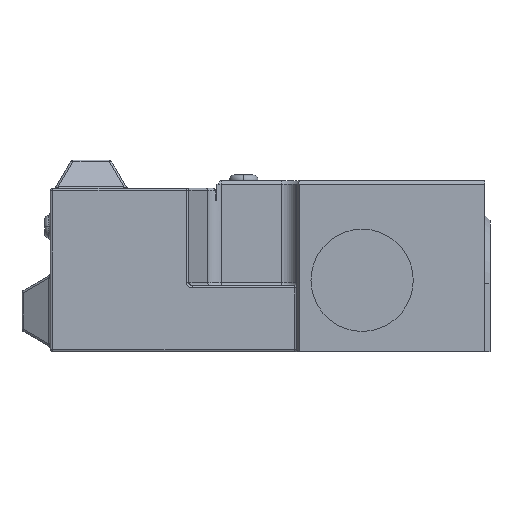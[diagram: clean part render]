
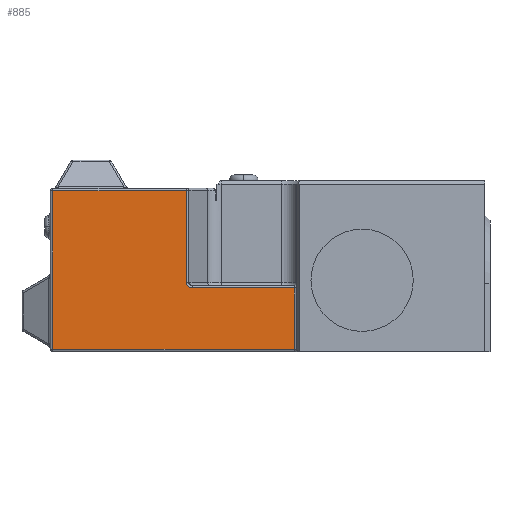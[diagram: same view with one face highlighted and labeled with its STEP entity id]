
A CAD part, left-side view. The second image highlights one B-rep face of the part: STEP entity #885.
In plain terms, the highlighted planar face has unit normal (-1, 0, 0).
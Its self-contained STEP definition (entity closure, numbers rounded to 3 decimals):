
#745 = VERTEX_POINT ( 'NONE', #6971 ) ;
#885 = ADVANCED_FACE ( 'NONE', ( #4899 ), #5274, .F. ) ;
#943 = CARTESIAN_POINT ( 'NONE',  ( -26., 22.112, 12.5 ) ) ;
#1218 = ORIENTED_EDGE ( 'NONE', *, *, #8688, .F. ) ;
#1536 = CARTESIAN_POINT ( 'NONE',  ( -26., 22.25, 12.5 ) ) ;
#1667 = VECTOR ( 'NONE', #4108, 1000. ) ;
#2022 = VECTOR ( 'NONE', #9947, 1000. ) ;
#2869 = VERTEX_POINT ( 'NONE', #7612 ) ;
#2975 = CARTESIAN_POINT ( 'NONE',  ( -26., 48.75, 0.5 ) ) ;
#3099 = CARTESIAN_POINT ( 'NONE',  ( -26., 1., 0.5 ) ) ;
#3105 = EDGE_CURVE ( 'NONE', #5184, #7550, #9758, .T. ) ;
#3370 = DIRECTION ( 'NONE',  ( 1., 0., 0. ) ) ;
#3442 = ORIENTED_EDGE ( 'NONE', *, *, #3105, .T. ) ;
#3673 = ORIENTED_EDGE ( 'NONE', *, *, #11702, .T. ) ;
#4078 = DIRECTION ( 'NONE',  ( 0., -1., 0. ) ) ;
#4108 = DIRECTION ( 'NONE',  ( 0., 1., 0. ) ) ;
#4146 = CARTESIAN_POINT ( 'NONE',  ( -26., 48.75, 34.5 ) ) ;
#4566 = EDGE_CURVE ( 'NONE', #7315, #2869, #7666, .T. ) ;
#4899 = FACE_OUTER_BOUND ( 'NONE', #8780, .T. ) ;
#5074 = VERTEX_POINT ( 'NONE', #11155 ) ;
#5184 = VERTEX_POINT ( 'NONE', #10337 ) ;
#5274 = PLANE ( 'NONE',  #7541 ) ;
#5434 = ORIENTED_EDGE ( 'NONE', *, *, #12189, .T. ) ;
#5635 = DIRECTION ( 'NONE',  ( 0., 0., 1. ) ) ;
#5771 = CARTESIAN_POINT ( 'NONE',  ( -26., 22.569, 13.5 ) ) ;
#5944 = EDGE_CURVE ( 'NONE', #7550, #5074, #10620, .T. ) ;
#6074 = ORIENTED_EDGE ( 'NONE', *, *, #5944, .T. ) ;
#6336 = DIRECTION ( 'NONE',  ( 0., 1., 0. ) ) ;
#6417 = VECTOR ( 'NONE', #5635, 1000. ) ;
#6525 = LINE ( 'NONE', #9918, #1667 ) ;
#6764 = DIRECTION ( 'NONE',  ( 0., 0., 1. ) ) ;
#6971 = CARTESIAN_POINT ( 'NONE',  ( -26., 22.569, 13.5 ) ) ;
#7173 = VERTEX_POINT ( 'NONE', #10121 ) ;
#7315 = VERTEX_POINT ( 'NONE', #7397 ) ;
#7397 = CARTESIAN_POINT ( 'NONE',  ( -26., 1.5, 12.5 ) ) ;
#7541 = AXIS2_PLACEMENT_3D ( 'NONE', #9159, #3370, #10147 ) ;
#7550 = VERTEX_POINT ( 'NONE', #2975 ) ;
#7612 = CARTESIAN_POINT ( 'NONE',  ( -26., 21.465, 12.5 ) ) ;
#7666 = LINE ( 'NONE', #1536, #12492 ) ;
#7717 = CARTESIAN_POINT ( 'NONE',  ( -26., 21.465, 12.5 ) ) ;
#8054 = VECTOR ( 'NONE', #4078, 1000. ) ;
#8277 = LINE ( 'NONE', #10638, #10537 ) ;
#8323 = ORIENTED_EDGE ( 'NONE', *, *, #4566, .T. ) ;
#8688 = EDGE_CURVE ( 'NONE', #745, #2869, #11845, .T. ) ;
#8780 = EDGE_LOOP ( 'NONE', ( #3673, #8323, #1218, #5434, #11735, #3442, #6074 ) ) ;
#9159 = CARTESIAN_POINT ( 'NONE',  ( -26., 49.25, 34.5 ) ) ;
#9758 = LINE ( 'NONE', #4146, #2022 ) ;
#9918 = CARTESIAN_POINT ( 'NONE',  ( -26., 49.25, 31.5 ) ) ;
#9947 = DIRECTION ( 'NONE',  ( 0., 0., -1. ) ) ;
#10121 = CARTESIAN_POINT ( 'NONE',  ( -26., 22.569, 31.5 ) ) ;
#10147 = DIRECTION ( 'NONE',  ( 0., 1., 0. ) ) ;
#10248 = EDGE_CURVE ( 'NONE', #7173, #5184, #6525, .T. ) ;
#10337 = CARTESIAN_POINT ( 'NONE',  ( -26., 48.75, 31.5 ) ) ;
#10537 = VECTOR ( 'NONE', #6764, 1000. ) ;
#10620 = LINE ( 'NONE', #3099, #8054 ) ;
#10638 = CARTESIAN_POINT ( 'NONE',  ( -26., 1.5, 13. ) ) ;
#11155 = CARTESIAN_POINT ( 'NONE',  ( -26., 1.5, 0.5 ) ) ;
#11414 = CARTESIAN_POINT ( 'NONE',  ( -26., 22.569, 34.5 ) ) ;
#11560 = CARTESIAN_POINT ( 'NONE',  ( -26., 22.569, 12.914 ) ) ;
#11702 = EDGE_CURVE ( 'NONE', #5074, #7315, #8277, .T. ) ;
#11735 = ORIENTED_EDGE ( 'NONE', *, *, #10248, .T. ) ;
#11845 =( BOUNDED_CURVE ( )  B_SPLINE_CURVE ( 3, ( #5771, #11560, #943, #7717 ),
 .UNSPECIFIED., .F., .T. ) 
 B_SPLINE_CURVE_WITH_KNOTS ( ( 4, 4 ),
 ( 0., 1.571 ),
 .UNSPECIFIED. ) 
 CURVE ( )  GEOMETRIC_REPRESENTATION_ITEM ( )  RATIONAL_B_SPLINE_CURVE ( ( 1., 0.805, 0.805, 1. ) ) 
 REPRESENTATION_ITEM ( '' )  );
#11898 = LINE ( 'NONE', #11414, #6417 ) ;
#12189 = EDGE_CURVE ( 'NONE', #745, #7173, #11898, .T. ) ;
#12492 = VECTOR ( 'NONE', #6336, 1000. ) ;
